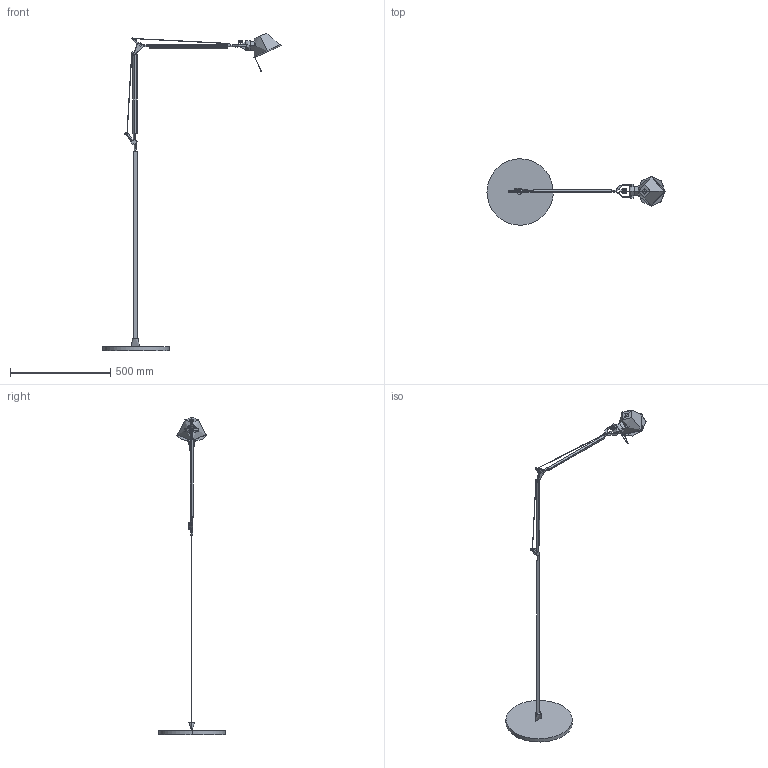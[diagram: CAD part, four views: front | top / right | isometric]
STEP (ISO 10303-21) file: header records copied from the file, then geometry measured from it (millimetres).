
FILE_DESCRIPTION(/* description */ (''),/* implementation_level */ '2;1');
FILE_NAME(/* name */ 'Tolomeo terra',/* time_stamp */ '2016-05-02T15:08:04+02:00',/* author */ (''),/* organization */ (''),/* preprocessor_version */ 'ST-DEVELOPER v15',/* originating_system */ '',/* authorisation */ '');
FILE_SCHEMA (('AUTOMOTIVE_DESIGN'));
Length unit declared in the file: millimetre
Products named in the file (5): Document; Blocco 01; Blocco 02; Blocco 03; Blocco 04
Assembly tree (4 placements, depth 2):
  Document
    Blocco 01
    Blocco 02
    Blocco 03
    Blocco 04
Bounding box: 886.42 x 329.6 x 1582.02 mm (x, y, z)
Volume: 1714241.9 mm3; surface area: 396611.9 mm2
Topology: 1 solids, 369 shells, 376 faces, 1826 edges, 1841 vertices
Faces by surface type: bspline 270, plane 106
Entity records: 30248 total; most frequent: CARTESIAN_POINT 21158, ORIENTED_EDGE 1784, EDGE_CURVE 1771, VERTEX_POINT 1764, B_SPLINE_CURVE_WITH_KNOTS 925, PRESENTATION_LAYER_ASSIGNMENT 414, EDGE_LOOP 388, ADVANCED_FACE 376
